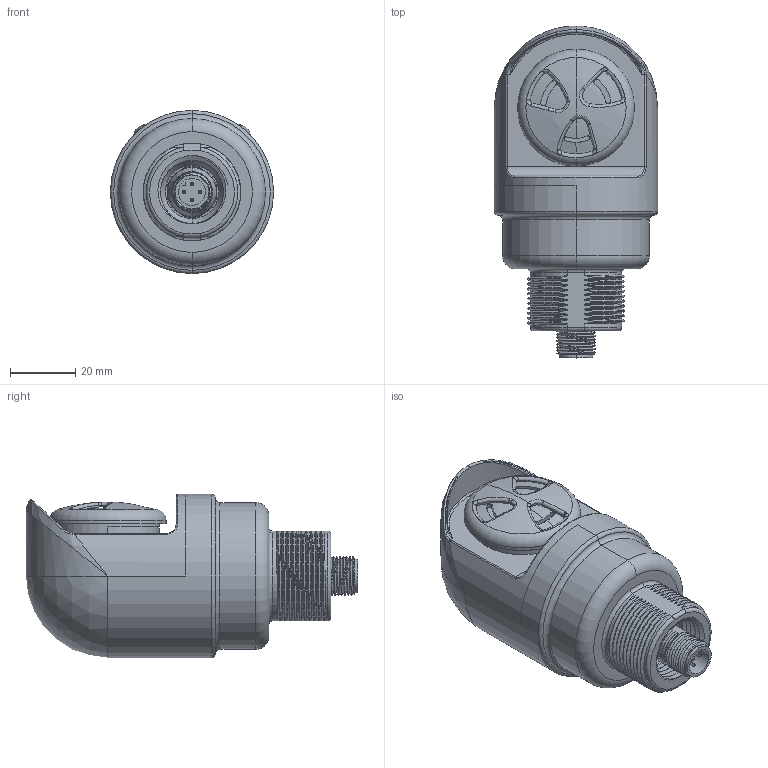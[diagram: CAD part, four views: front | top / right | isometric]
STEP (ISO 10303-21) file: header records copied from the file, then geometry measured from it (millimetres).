
FILE_DESCRIPTION((''),'2;1');
FILE_NAME('155018_SM01_ASM','2025-12-05T14:50:22',('banengservice'),('BANNER ENGINEERING'),'CREO PARAMETRIC BY PTC INC, 2022414','CREO PARAMETRIC BY PTC INC, 2022414','');
FILE_SCHEMA(('CONFIG_CONTROL_DESIGN'));
Products named in the file (2): 155018_EP01; 155018_SM01_ASM
Assembly tree (1 placements, depth 2):
  155018_SM01_ASM
    155018_EP01
Bounding box: 50 x 101.7 x 50 mm (x, y, z)
Volume: 129231.3 mm3; surface area: 22181.8 mm2
Topology: 1 solids, 1 shells, 348 faces, 920 edges, 580 vertices
Faces by surface type: bspline 130, cylinder 111, plane 34, torus 29, extrusion 25, cone 9, sphere 7, revolution 3
Entity records: 37875 total; most frequent: CARTESIAN_POINT 30362, ORIENTED_EDGE 1818, DIRECTION 1130, EDGE_CURVE 909, VERTEX_POINT 578, B_SPLINE_CURVE_WITH_KNOTS 451, AXIS2_PLACEMENT_3D 423, EDGE_LOOP 365
